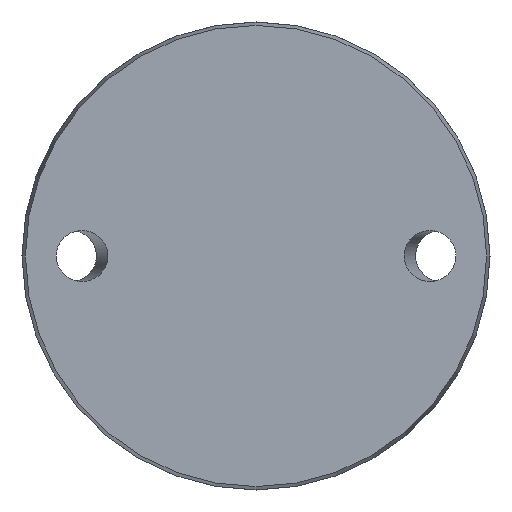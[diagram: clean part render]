
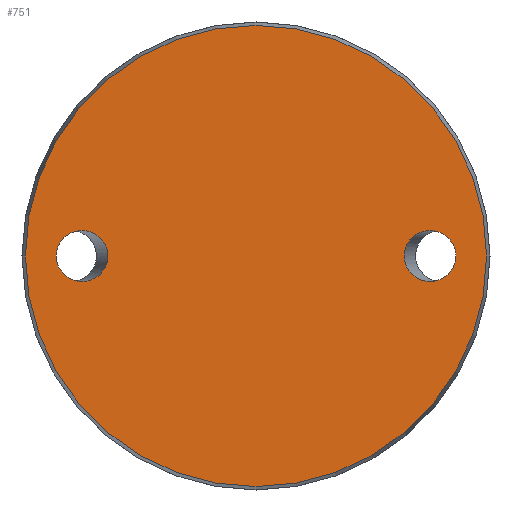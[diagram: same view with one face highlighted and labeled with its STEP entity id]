
A CAD part, front view. The second image highlights one B-rep face of the part: STEP entity #751.
In plain terms, the highlighted planar face has unit normal (0, -1, 0).
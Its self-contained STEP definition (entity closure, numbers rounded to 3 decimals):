
#40 = CARTESIAN_POINT ( 'NONE',  ( 33.309, 0., 8.5 ) ) ;
#65 = CARTESIAN_POINT ( 'NONE',  ( 0., 0., -38.425 ) ) ;
#80 = EDGE_CURVE ( 'NONE', #708, #708, #118, .T. ) ;
#84 = CARTESIAN_POINT ( 'NONE',  ( -24.691, 0., -8.5 ) ) ;
#118 =( BOUNDED_CURVE ( )  B_SPLINE_CURVE ( 3, ( #724, #430, #260, #490, #84, #502, #202 ),
 .UNSPECIFIED., .T., .T. ) 
 B_SPLINE_CURVE_WITH_KNOTS ( ( 4, 3, 4 ),
 ( 0., 3.142, 6.283 ),
 .UNSPECIFIED. ) 
 CURVE ( )  GEOMETRIC_REPRESENTATION_ITEM ( )  RATIONAL_B_SPLINE_CURVE ( ( 1., 0.333, 0.333, 1., 0.333, 0.333, 1. ) ) 
 REPRESENTATION_ITEM ( '' )  );
#125 =( BOUNDED_CURVE ( )  B_SPLINE_CURVE ( 3, ( #181, #393, #389, #572, #575, #40, #280 ),
 .UNSPECIFIED., .T., .T. ) 
 B_SPLINE_CURVE_WITH_KNOTS ( ( 4, 3, 4 ),
 ( 0., 3.142, 6.283 ),
 .UNSPECIFIED. ) 
 CURVE ( )  GEOMETRIC_REPRESENTATION_ITEM ( )  RATIONAL_B_SPLINE_CURVE ( ( 1., 0.333, 0.333, 1., 0.333, 0.333, 1. ) ) 
 REPRESENTATION_ITEM ( '' )  );
#126 = CARTESIAN_POINT ( 'NONE',  ( -33.309, 0., 0. ) ) ;
#176 = DIRECTION ( 'NONE',  ( 0., 0., -1. ) ) ;
#181 = CARTESIAN_POINT ( 'NONE',  ( 33.309, 0., 0. ) ) ;
#202 = CARTESIAN_POINT ( 'NONE',  ( -33.309, 0., 0. ) ) ;
#203 = AXIS2_PLACEMENT_3D ( 'NONE', #605, #597, #474 ) ;
#239 = DIRECTION ( 'NONE',  ( 0., -1., 0. ) ) ;
#260 = CARTESIAN_POINT ( 'NONE',  ( -24.691, 0., 8.5 ) ) ;
#280 = CARTESIAN_POINT ( 'NONE',  ( 33.309, 0., 0. ) ) ;
#298 = FACE_OUTER_BOUND ( 'NONE', #626, .T. ) ;
#300 = EDGE_LOOP ( 'NONE', ( #630 ) ) ;
#366 = FACE_BOUND ( 'NONE', #300, .T. ) ;
#389 = CARTESIAN_POINT ( 'NONE',  ( 24.691, 0., -8.5 ) ) ;
#393 = CARTESIAN_POINT ( 'NONE',  ( 33.309, 0., -8.5 ) ) ;
#430 = CARTESIAN_POINT ( 'NONE',  ( -33.309, 0., 8.5 ) ) ;
#445 = CARTESIAN_POINT ( 'NONE',  ( 33.309, 0., 0. ) ) ;
#472 = PLANE ( 'NONE',  #203 ) ;
#474 = DIRECTION ( 'NONE',  ( 0., 0., 1. ) ) ;
#490 = CARTESIAN_POINT ( 'NONE',  ( -24.691, 0., 0. ) ) ;
#502 = CARTESIAN_POINT ( 'NONE',  ( -33.309, 0., -8.5 ) ) ;
#510 = CARTESIAN_POINT ( 'NONE',  ( 0., 0., 0. ) ) ;
#532 = EDGE_LOOP ( 'NONE', ( #539 ) ) ;
#539 = ORIENTED_EDGE ( 'NONE', *, *, #80, .T. ) ;
#540 = VERTEX_POINT ( 'NONE', #445 ) ;
#572 = CARTESIAN_POINT ( 'NONE',  ( 24.691, 0., 0. ) ) ;
#575 = CARTESIAN_POINT ( 'NONE',  ( 24.691, 0., 8.5 ) ) ;
#578 = AXIS2_PLACEMENT_3D ( 'NONE', #510, #239, #176 ) ;
#595 = VERTEX_POINT ( 'NONE', #65 ) ;
#597 = DIRECTION ( 'NONE',  ( 0., 1., 0. ) ) ;
#605 = CARTESIAN_POINT ( 'NONE',  ( -38.425, 0., 0. ) ) ;
#626 = EDGE_LOOP ( 'NONE', ( #644 ) ) ;
#630 = ORIENTED_EDGE ( 'NONE', *, *, #648, .T. ) ;
#634 = EDGE_CURVE ( 'NONE', #595, #595, #727, .T. ) ;
#644 = ORIENTED_EDGE ( 'NONE', *, *, #634, .T. ) ;
#648 = EDGE_CURVE ( 'NONE', #540, #540, #125, .T. ) ;
#703 = FACE_BOUND ( 'NONE', #532, .T. ) ;
#708 = VERTEX_POINT ( 'NONE', #126 ) ;
#724 = CARTESIAN_POINT ( 'NONE',  ( -33.309, 0., 0. ) ) ;
#727 = CIRCLE ( 'NONE', #578, 38.425 ) ;
#751 = ADVANCED_FACE ( 'NONE', ( #703, #366, #298 ), #472, .F. ) ;
